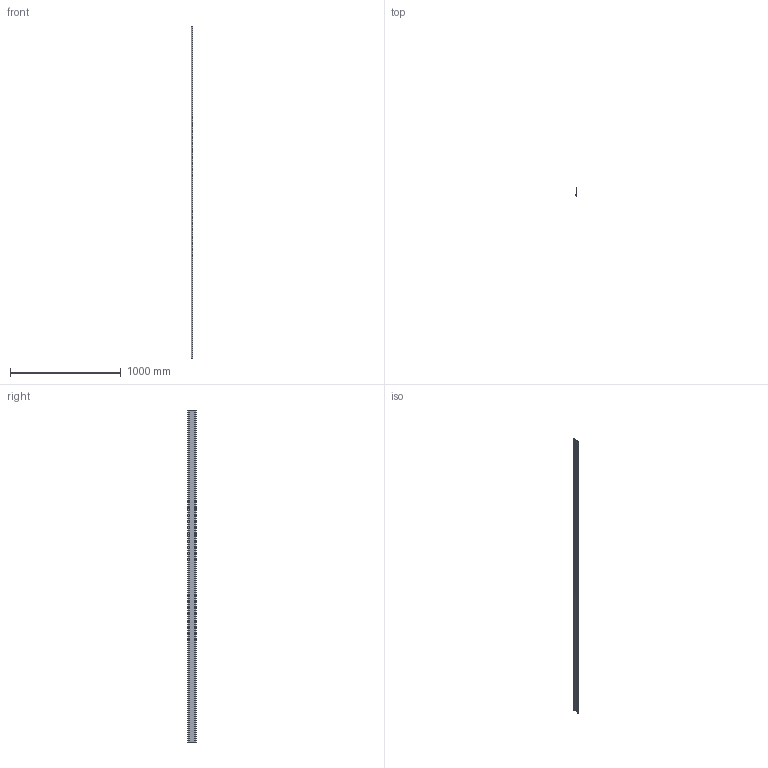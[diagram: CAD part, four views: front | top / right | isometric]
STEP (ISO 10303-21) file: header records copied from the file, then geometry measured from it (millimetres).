
FILE_DESCRIPTION(('STEP AP203'),'1');
FILE_NAME('SAFE08E1570.stp','2025-04-15T06:49:37',(' '),(' '),'Spatial InterOp 3D',' ',' ');
FILE_SCHEMA(('CONFIG_CONTROL_DESIGN'));
Length unit declared in the file: millimetre
Products named in the file (1): Flanc goulotte 80
Bounding box: 11.91 x 74 x 3000 mm (x, y, z)
Volume: 612682.8 mm3; surface area: 520262.8 mm2
Topology: 1 solids, 1 shells, 43 faces, 123 edges, 82 vertices
Faces by surface type: plane 26, cylinder 17
Entity records: 1533 total; most frequent: CARTESIAN_POINT 249, ORIENTED_EDGE 246, DIRECTION 245, EDGE_CURVE 123, LINE 89, VECTOR 89, VERTEX_POINT 82, AXIS2_PLACEMENT_3D 78
